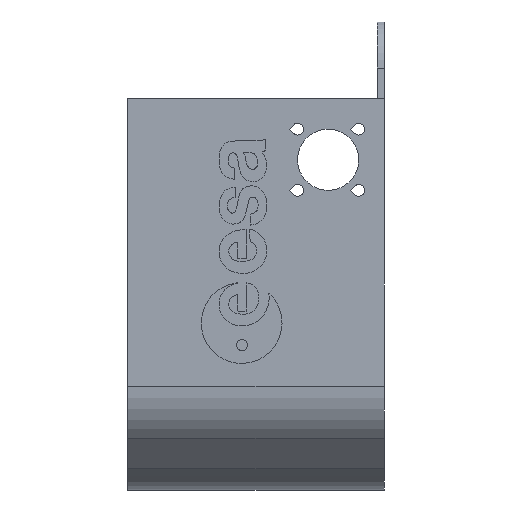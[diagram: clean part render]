
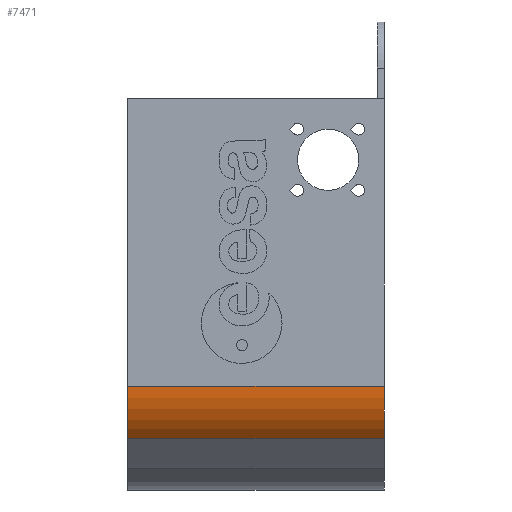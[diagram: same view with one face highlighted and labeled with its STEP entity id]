
A CAD part, left-side view. The second image highlights one B-rep face of the part: STEP entity #7471.
In plain terms, the highlighted cylindrical face has radius 30 mm (diameter 60 mm), a partial arc.
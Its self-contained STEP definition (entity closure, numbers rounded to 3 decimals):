
#81 = LINE ( 'NONE', #1659, #1343 ) ;
#132 = CYLINDRICAL_SURFACE ( 'NONE', #21196, 30. ) ;
#265 = DIRECTION ( 'NONE',  ( 0., 1., 0. ) ) ;
#699 = DIRECTION ( 'NONE',  ( 0., 0., 1. ) ) ;
#777 = ORIENTED_EDGE ( 'NONE', *, *, #11786, .F. ) ;
#1343 = VECTOR ( 'NONE', #265, 1000. ) ;
#1659 = CARTESIAN_POINT ( 'NONE',  ( -51.213, 105., -58.787 ) ) ;
#1733 = DIRECTION ( 'NONE',  ( 0., 0., 1. ) ) ;
#1805 = CARTESIAN_POINT ( 'NONE',  ( -51.213, 0., -58.787 ) ) ;
#3227 = VERTEX_POINT ( 'NONE', #6033 ) ;
#4281 = AXIS2_PLACEMENT_3D ( 'NONE', #14908, #8039, #1733 ) ;
#4802 = AXIS2_PLACEMENT_3D ( 'NONE', #18937, #18872, #699 ) ;
#4934 = DIRECTION ( 'NONE',  ( 0., -1., 0. ) ) ;
#5380 = VECTOR ( 'NONE', #13851, 1000. ) ;
#6033 = CARTESIAN_POINT ( 'NONE',  ( -60., 0., -37.574 ) ) ;
#7048 = VERTEX_POINT ( 'NONE', #12831 ) ;
#7471 = ADVANCED_FACE ( 'NONE', ( #18353 ), #132, .T. ) ;
#8039 = DIRECTION ( 'NONE',  ( 0., -1., 0. ) ) ;
#8080 = EDGE_CURVE ( 'NONE', #7048, #21123, #11345, .T. ) ;
#8245 = ORIENTED_EDGE ( 'NONE', *, *, #8080, .F. ) ;
#9819 = CARTESIAN_POINT ( 'NONE',  ( -30., 105., -37.574 ) ) ;
#9825 = EDGE_LOOP ( 'NONE', ( #8245, #12944, #777, #18906 ) ) ;
#11345 = CIRCLE ( 'NONE', #4802, 30. ) ;
#11459 = CIRCLE ( 'NONE', #4281, 30. ) ;
#11786 = EDGE_CURVE ( 'NONE', #3227, #17799, #11459, .T. ) ;
#12763 = EDGE_CURVE ( 'NONE', #17799, #7048, #81, .T. ) ;
#12831 = CARTESIAN_POINT ( 'NONE',  ( -51.213, 105., -58.787 ) ) ;
#12944 = ORIENTED_EDGE ( 'NONE', *, *, #12763, .F. ) ;
#13067 = DIRECTION ( 'NONE',  ( 0., 0., -1. ) ) ;
#13851 = DIRECTION ( 'NONE',  ( 0., -1., 0. ) ) ;
#14568 = CARTESIAN_POINT ( 'NONE',  ( -60., 105., -37.574 ) ) ;
#14655 = LINE ( 'NONE', #18746, #5380 ) ;
#14908 = CARTESIAN_POINT ( 'NONE',  ( -30., 0., -37.574 ) ) ;
#17799 = VERTEX_POINT ( 'NONE', #1805 ) ;
#18116 = EDGE_CURVE ( 'NONE', #21123, #3227, #14655, .T. ) ;
#18353 = FACE_OUTER_BOUND ( 'NONE', #9825, .T. ) ;
#18746 = CARTESIAN_POINT ( 'NONE',  ( -60., 105., -37.574 ) ) ;
#18872 = DIRECTION ( 'NONE',  ( 0., 1., 0. ) ) ;
#18906 = ORIENTED_EDGE ( 'NONE', *, *, #18116, .F. ) ;
#18937 = CARTESIAN_POINT ( 'NONE',  ( -30., 105., -37.574 ) ) ;
#21123 = VERTEX_POINT ( 'NONE', #14568 ) ;
#21196 = AXIS2_PLACEMENT_3D ( 'NONE', #9819, #4934, #13067 ) ;
